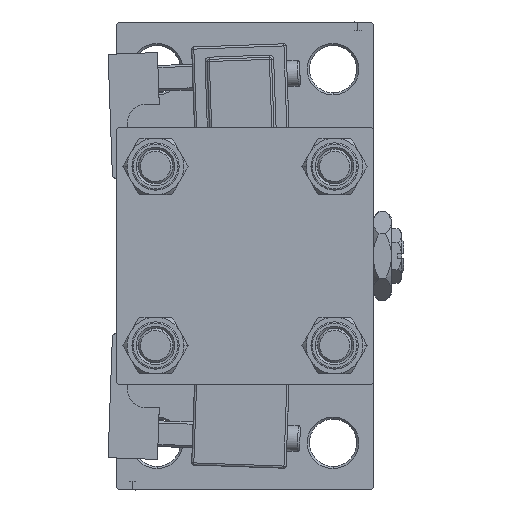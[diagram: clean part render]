
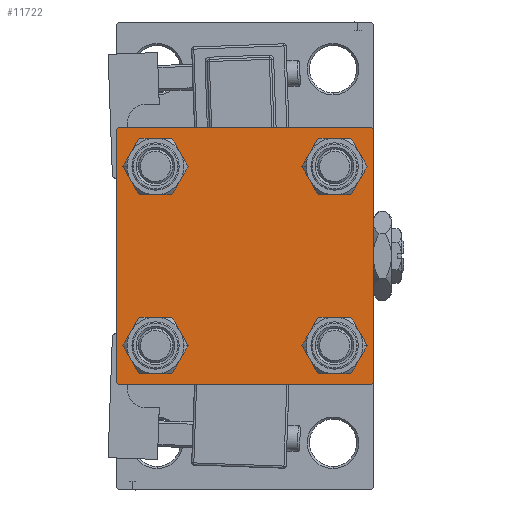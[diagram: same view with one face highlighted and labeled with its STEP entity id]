
A CAD part, left-side view. The second image highlights one B-rep face of the part: STEP entity #11722.
In plain terms, the highlighted planar face has unit normal (-1, 0, 0).
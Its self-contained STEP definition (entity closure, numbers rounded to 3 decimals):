
#251 = VERTEX_POINT ( 'NONE', #32637 ) ;
#389 = CARTESIAN_POINT ( 'NONE',  ( 0., -30., -29.5 ) ) ;
#537 = AXIS2_PLACEMENT_3D ( 'NONE', #28336, #8540, #24427 ) ;
#1723 = DIRECTION ( 'NONE',  ( 1., 0., 0. ) ) ;
#2818 = EDGE_LOOP ( 'NONE', ( #15344, #9077 ) ) ;
#2947 = EDGE_CURVE ( 'NONE', #6496, #8864, #49321, .T. ) ;
#3190 = DIRECTION ( 'NONE',  ( 0., 0., 1. ) ) ;
#3636 = FACE_OUTER_BOUND ( 'NONE', #29665, .T. ) ;
#3918 = LINE ( 'NONE', #27623, #13182 ) ;
#4028 = CIRCLE ( 'NONE', #50567, 4.5 ) ;
#5129 = DIRECTION ( 'NONE',  ( 0., 0., 1. ) ) ;
#5235 = CARTESIAN_POINT ( 'NONE',  ( 0., 20.85, 25.35 ) ) ;
#6021 = CARTESIAN_POINT ( 'NONE',  ( 0., 29.5, -30. ) ) ;
#6344 = AXIS2_PLACEMENT_3D ( 'NONE', #17849, #1723, #5129 ) ;
#6496 = VERTEX_POINT ( 'NONE', #17507 ) ;
#7845 = DIRECTION ( 'NONE',  ( 1., 0., 0. ) ) ;
#7850 = VERTEX_POINT ( 'NONE', #5235 ) ;
#8051 = VERTEX_POINT ( 'NONE', #16625 ) ;
#8540 = DIRECTION ( 'NONE',  ( 1., 0., 0. ) ) ;
#8864 = VERTEX_POINT ( 'NONE', #389 ) ;
#9077 = ORIENTED_EDGE ( 'NONE', *, *, #12330, .T. ) ;
#9318 = VERTEX_POINT ( 'NONE', #29206 ) ;
#9701 = ORIENTED_EDGE ( 'NONE', *, *, #29254, .T. ) ;
#9846 = CARTESIAN_POINT ( 'NONE',  ( 0., 20.85, -20.85 ) ) ;
#10146 = CARTESIAN_POINT ( 'NONE',  ( 0., -29.5, -30. ) ) ;
#10824 = VECTOR ( 'NONE', #12867, 1000. ) ;
#10904 = ORIENTED_EDGE ( 'NONE', *, *, #2947, .F. ) ;
#11018 = DIRECTION ( 'NONE',  ( 1., 0., 0. ) ) ;
#11062 = DIRECTION ( 'NONE',  ( 0., 0., 1. ) ) ;
#11188 = FACE_BOUND ( 'NONE', #14537, .T. ) ;
#11321 = CIRCLE ( 'NONE', #6344, 4.5 ) ;
#11448 = DIRECTION ( 'NONE',  ( -1., 0., 0. ) ) ;
#11721 = CARTESIAN_POINT ( 'NONE',  ( 0., 20.85, -16.35 ) ) ;
#11722 = ADVANCED_FACE ( 'NONE', ( #46864, #11188, #42710, #27073, #3636 ), #31217, .T. ) ;
#12009 = CARTESIAN_POINT ( 'NONE',  ( 0., 20.85, 20.85 ) ) ;
#12330 = EDGE_CURVE ( 'NONE', #28006, #24739, #20360, .T. ) ;
#12867 = DIRECTION ( 'NONE',  ( 0., -0.707, -0.707 ) ) ;
#13088 = CIRCLE ( 'NONE', #39708, 4.5 ) ;
#13182 = VECTOR ( 'NONE', #22928, 1000. ) ;
#13230 = CIRCLE ( 'NONE', #19899, 4.5 ) ;
#13501 = DIRECTION ( 'NONE',  ( 1., 0., 0. ) ) ;
#13559 = ORIENTED_EDGE ( 'NONE', *, *, #28446, .T. ) ;
#14537 = EDGE_LOOP ( 'NONE', ( #34792, #35420 ) ) ;
#14562 = ORIENTED_EDGE ( 'NONE', *, *, #48361, .T. ) ;
#14683 = ORIENTED_EDGE ( 'NONE', *, *, #44947, .T. ) ;
#15273 = VERTEX_POINT ( 'NONE', #6021 ) ;
#15344 = ORIENTED_EDGE ( 'NONE', *, *, #18095, .T. ) ;
#16331 = ORIENTED_EDGE ( 'NONE', *, *, #22780, .T. ) ;
#16619 = EDGE_CURVE ( 'NONE', #19371, #49340, #47070, .T. ) ;
#16625 = CARTESIAN_POINT ( 'NONE',  ( 0., 29.5, 30. ) ) ;
#17507 = CARTESIAN_POINT ( 'NONE',  ( 0., -30., 29.5 ) ) ;
#17849 = CARTESIAN_POINT ( 'NONE',  ( 0., -20.85, 20.85 ) ) ;
#17902 = VERTEX_POINT ( 'NONE', #23375 ) ;
#18095 = EDGE_CURVE ( 'NONE', #24739, #28006, #11321, .T. ) ;
#19371 = VERTEX_POINT ( 'NONE', #44335 ) ;
#19510 = DIRECTION ( 'NONE',  ( 0., 0., 1. ) ) ;
#19899 = AXIS2_PLACEMENT_3D ( 'NONE', #12009, #27890, #20084 ) ;
#20084 = DIRECTION ( 'NONE',  ( 0., 0., 1. ) ) ;
#20218 = ORIENTED_EDGE ( 'NONE', *, *, #42504, .T. ) ;
#20360 = CIRCLE ( 'NONE', #51145, 4.5 ) ;
#22780 = EDGE_CURVE ( 'NONE', #48002, #251, #4028, .T. ) ;
#22928 = DIRECTION ( 'NONE',  ( 0., -0.707, 0.707 ) ) ;
#23375 = CARTESIAN_POINT ( 'NONE',  ( 0., -20.85, -16.35 ) ) ;
#23413 = VERTEX_POINT ( 'NONE', #10146 ) ;
#23737 = CARTESIAN_POINT ( 'NONE',  ( 0., -20.85, -20.85 ) ) ;
#24043 = VECTOR ( 'NONE', #47191, 1000. ) ;
#24194 = VECTOR ( 'NONE', #27816, 1000. ) ;
#24427 = DIRECTION ( 'NONE',  ( 0., 0., 1. ) ) ;
#24651 = CIRCLE ( 'NONE', #537, 4.5 ) ;
#24736 = CARTESIAN_POINT ( 'NONE',  ( 0., -20.85, -20.85 ) ) ;
#24739 = VERTEX_POINT ( 'NONE', #42380 ) ;
#24879 = AXIS2_PLACEMENT_3D ( 'NONE', #23737, #7845, #48887 ) ;
#25073 = CARTESIAN_POINT ( 'NONE',  ( 0., 29.75, 29.75 ) ) ;
#25458 = VERTEX_POINT ( 'NONE', #38977 ) ;
#25734 = DIRECTION ( 'NONE',  ( 0., 0., 1. ) ) ;
#25761 = DIRECTION ( 'NONE',  ( 0., -1., 0. ) ) ;
#27045 = EDGE_LOOP ( 'NONE', ( #16331, #48818 ) ) ;
#27073 = FACE_BOUND ( 'NONE', #50628, .T. ) ;
#27623 = CARTESIAN_POINT ( 'NONE',  ( 0., -29.75, -29.75 ) ) ;
#27816 = DIRECTION ( 'NONE',  ( 0., -1., 0. ) ) ;
#27890 = DIRECTION ( 'NONE',  ( 1., 0., 0. ) ) ;
#27996 = EDGE_CURVE ( 'NONE', #15273, #23413, #41396, .T. ) ;
#28006 = VERTEX_POINT ( 'NONE', #49705 ) ;
#28336 = CARTESIAN_POINT ( 'NONE',  ( 0., 20.85, -20.85 ) ) ;
#28446 = EDGE_CURVE ( 'NONE', #6496, #25458, #50845, .T. ) ;
#29042 = VECTOR ( 'NONE', #25761, 1000. ) ;
#29075 = AXIS2_PLACEMENT_3D ( 'NONE', #46737, #43088, #11062 ) ;
#29206 = CARTESIAN_POINT ( 'NONE',  ( 0., 20.85, 16.35 ) ) ;
#29254 = EDGE_CURVE ( 'NONE', #7850, #9318, #49864, .T. ) ;
#29665 = EDGE_LOOP ( 'NONE', ( #51406, #14562, #40375, #14683, #10904, #13559, #46772, #47559 ) ) ;
#31217 = PLANE ( 'NONE',  #46934 ) ;
#31292 = CARTESIAN_POINT ( 'NONE',  ( 0., -29.75, 29.75 ) ) ;
#31975 = CARTESIAN_POINT ( 'NONE',  ( 0., 30., 30. ) ) ;
#32232 = EDGE_CURVE ( 'NONE', #8051, #25458, #35114, .T. ) ;
#32637 = CARTESIAN_POINT ( 'NONE',  ( 0., 20.85, -25.35 ) ) ;
#34792 = ORIENTED_EDGE ( 'NONE', *, *, #39591, .T. ) ;
#35114 = LINE ( 'NONE', #31975, #24194 ) ;
#35420 = ORIENTED_EDGE ( 'NONE', *, *, #42490, .T. ) ;
#36201 = DIRECTION ( 'NONE',  ( 1., 0., 0. ) ) ;
#36844 = EDGE_CURVE ( 'NONE', #251, #48002, #24651, .T. ) ;
#36964 = DIRECTION ( 'NONE',  ( 0., 0., 1. ) ) ;
#37086 = CARTESIAN_POINT ( 'NONE',  ( 0., 29.75, -29.75 ) ) ;
#37341 = DIRECTION ( 'NONE',  ( 0., 0., -1. ) ) ;
#38175 = CIRCLE ( 'NONE', #24879, 4.5 ) ;
#38234 = DIRECTION ( 'NONE',  ( 0., 0., -1. ) ) ;
#38977 = CARTESIAN_POINT ( 'NONE',  ( 0., -29.5, 30. ) ) ;
#39591 = EDGE_CURVE ( 'NONE', #17902, #41537, #13088, .T. ) ;
#39647 = CARTESIAN_POINT ( 'NONE',  ( 0., -20.85, 20.85 ) ) ;
#39708 = AXIS2_PLACEMENT_3D ( 'NONE', #24736, #36201, #36964 ) ;
#39771 = CARTESIAN_POINT ( 'NONE',  ( 0., 30., -29.5 ) ) ;
#40375 = ORIENTED_EDGE ( 'NONE', *, *, #27996, .T. ) ;
#40999 = CARTESIAN_POINT ( 'NONE',  ( 0., -30., 30. ) ) ;
#41396 = LINE ( 'NONE', #45546, #29042 ) ;
#41537 = VERTEX_POINT ( 'NONE', #47087 ) ;
#42380 = CARTESIAN_POINT ( 'NONE',  ( 0., -20.85, 25.35 ) ) ;
#42490 = EDGE_CURVE ( 'NONE', #41537, #17902, #38175, .T. ) ;
#42504 = EDGE_CURVE ( 'NONE', #9318, #7850, #13230, .T. ) ;
#42664 = CARTESIAN_POINT ( 'NONE',  ( 0., 30., 30. ) ) ;
#42710 = FACE_BOUND ( 'NONE', #27045, .T. ) ;
#43088 = DIRECTION ( 'NONE',  ( 1., 0., 0. ) ) ;
#44030 = VECTOR ( 'NONE', #37341, 1000. ) ;
#44335 = CARTESIAN_POINT ( 'NONE',  ( 0., 30., 29.5 ) ) ;
#44947 = EDGE_CURVE ( 'NONE', #23413, #8864, #3918, .T. ) ;
#45546 = CARTESIAN_POINT ( 'NONE',  ( 0., 30., -30. ) ) ;
#45878 = VECTOR ( 'NONE', #49275, 1000. ) ;
#46737 = CARTESIAN_POINT ( 'NONE',  ( 0., 20.85, 20.85 ) ) ;
#46772 = ORIENTED_EDGE ( 'NONE', *, *, #32232, .F. ) ;
#46864 = FACE_BOUND ( 'NONE', #2818, .T. ) ;
#46934 = AXIS2_PLACEMENT_3D ( 'NONE', #47121, #11448, #19510 ) ;
#47070 = LINE ( 'NONE', #42664, #49539 ) ;
#47087 = CARTESIAN_POINT ( 'NONE',  ( 0., -20.85, -25.35 ) ) ;
#47121 = CARTESIAN_POINT ( 'NONE',  ( 0., 0., 0. ) ) ;
#47191 = DIRECTION ( 'NONE',  ( 0., 0.707, 0.707 ) ) ;
#47559 = ORIENTED_EDGE ( 'NONE', *, *, #50947, .T. ) ;
#48002 = VERTEX_POINT ( 'NONE', #11721 ) ;
#48361 = EDGE_CURVE ( 'NONE', #49340, #15273, #48551, .T. ) ;
#48506 = LINE ( 'NONE', #25073, #45878 ) ;
#48551 = LINE ( 'NONE', #37086, #10824 ) ;
#48818 = ORIENTED_EDGE ( 'NONE', *, *, #36844, .T. ) ;
#48887 = DIRECTION ( 'NONE',  ( 0., 0., 1. ) ) ;
#49275 = DIRECTION ( 'NONE',  ( 0., 0.707, -0.707 ) ) ;
#49321 = LINE ( 'NONE', #40999, #44030 ) ;
#49340 = VERTEX_POINT ( 'NONE', #39771 ) ;
#49539 = VECTOR ( 'NONE', #38234, 1000. ) ;
#49705 = CARTESIAN_POINT ( 'NONE',  ( 0., -20.85, 16.35 ) ) ;
#49864 = CIRCLE ( 'NONE', #29075, 4.5 ) ;
#50567 = AXIS2_PLACEMENT_3D ( 'NONE', #9846, #13501, #25734 ) ;
#50628 = EDGE_LOOP ( 'NONE', ( #9701, #20218 ) ) ;
#50845 = LINE ( 'NONE', #31292, #24043 ) ;
#50947 = EDGE_CURVE ( 'NONE', #8051, #19371, #48506, .T. ) ;
#51145 = AXIS2_PLACEMENT_3D ( 'NONE', #39647, #11018, #3190 ) ;
#51406 = ORIENTED_EDGE ( 'NONE', *, *, #16619, .T. ) ;
